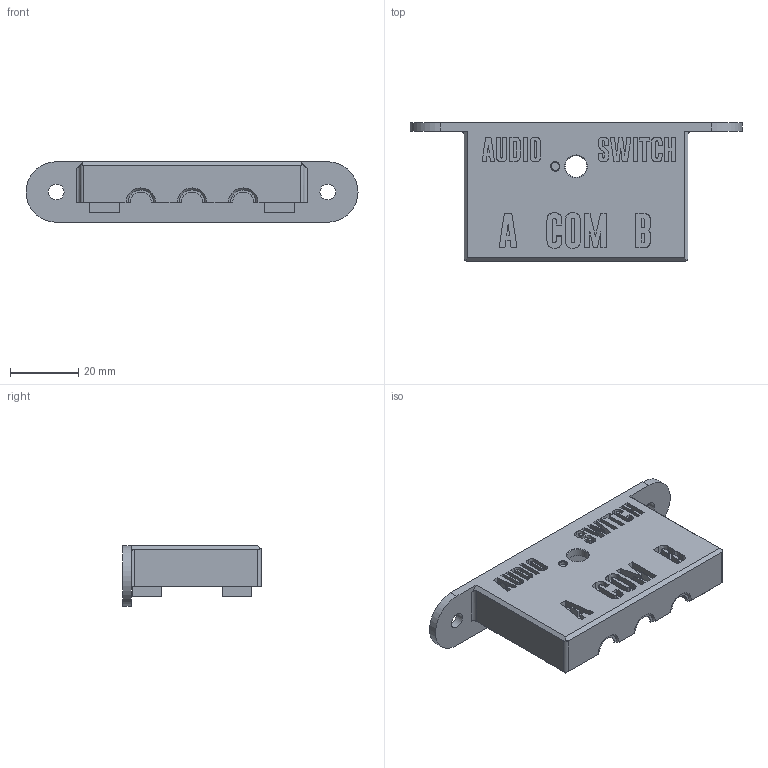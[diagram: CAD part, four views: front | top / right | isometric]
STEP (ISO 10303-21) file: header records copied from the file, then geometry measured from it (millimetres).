
FILE_DESCRIPTION(('FreeCAD Model'),'2;1');
FILE_NAME('Open CASCADE Shape Model','2025-11-09T10:46:46',('Author'),( ''),'Open CASCADE STEP processor 7.7','FreeCAD','Unknown');
FILE_SCHEMA(('AUTOMOTIVE_DESIGN { 1 0 10303 214 1 1 1 1 }'));
Length unit declared in the file: millimetre
Products named in the file (1): Body_case_front
Bounding box: 97.3 x 40.6 x 17.7 mm (x, y, z)
Volume: 15912.9 mm3; surface area: 13435.1 mm2
Topology: 1 solids, 1 shells, 328 faces, 886 edges, 588 vertices
Faces by surface type: plane 239, extrusion 62, cylinder 22, cone 5
Full cylindrical faces by diameter (mm): 2.38 x1, 3.2 x4, 4.6 x2, 6.35 x1
Entity records: 10283 total; most frequent: CARTESIAN_POINT 2175, ORIENTED_EDGE 1772, DIRECTION 1415, EDGE_CURVE 886, VECTOR 767, LINE 705, VERTEX_POINT 588, FACE_BOUND 362
